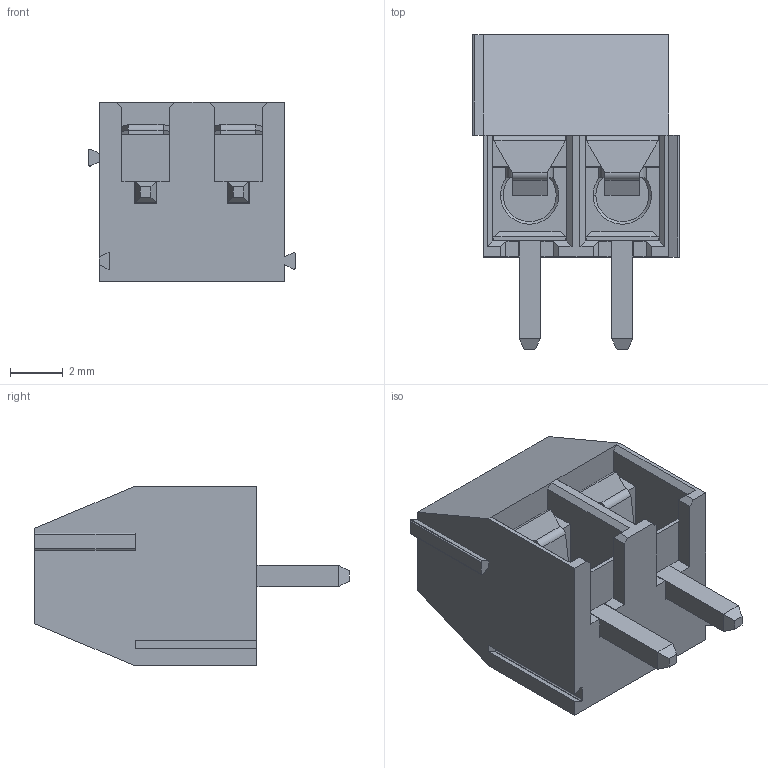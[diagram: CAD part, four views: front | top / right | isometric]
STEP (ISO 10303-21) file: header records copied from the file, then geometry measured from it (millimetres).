
FILE_DESCRIPTION (( 'STEP AP214' ), '1' );
FILE_NAME ('2445P Screw Terminal Block- 2 Pin, 3.5mm Pitch.STEP', '2022-06-24T06:33:47', ( '' ), ( '' ), 'SwSTEP 2.0', 'SolidWorks 2021', '' );
FILE_SCHEMA (( 'AUTOMOTIVE_DESIGN' ));
Length unit declared in the file: millimetre
Products named in the file (1): 2445P Screw Terminal Block- 2 Pin, 3.5mm Pitch
Bounding box: 7.8 x 11.89 x 6.8 mm (x, y, z)
Volume: 242.4 mm3; surface area: 761.2 mm2
Topology: 5 solids, 5 shells, 214 faces, 539 edges, 339 vertices
Faces by surface type: plane 156, cylinder 44, torus 10, cone 4
Entity records: 7652 total; most frequent: CARTESIAN_POINT 1145, ORIENTED_EDGE 1078, DIRECTION 1074, EDGE_CURVE 539, LINE 410, VECTOR 410, VERTEX_POINT 339, AXIS2_PLACEMENT_3D 332
